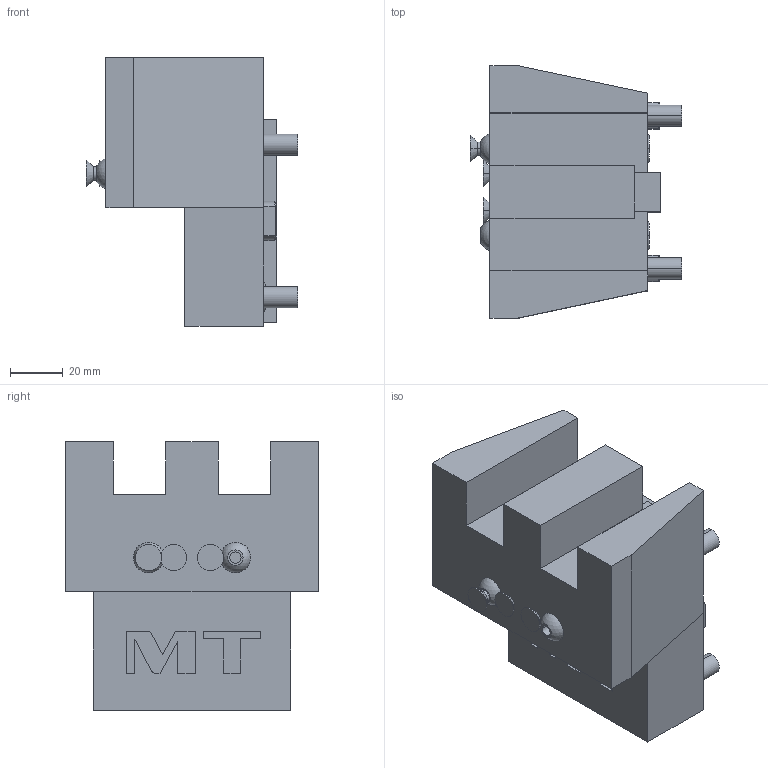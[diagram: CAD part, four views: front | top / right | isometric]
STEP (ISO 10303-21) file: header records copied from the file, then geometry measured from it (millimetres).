
FILE_DESCRIPTION((''),'2;1');
FILE_NAME('DWO1512000_CONF','2023-04-28T09:04:52',('gvalli'),('M.T. srl'),'CREO PARAMETRIC BY PTC INC, 2021072','CREO PARAMETRIC BY PTC INC, 2021072','');
FILE_SCHEMA(('CONFIG_CONTROL_DESIGN'));
Length unit declared in the file: millimetre
Products named in the file (1): DWO1512000_CONF
Bounding box: 80.55 x 96 x 102 mm (x, y, z)
Volume: 359740 mm3; surface area: 43161.5 mm2
Topology: 1 solids, 1 shells, 113 faces, 273 edges, 180 vertices
Faces by surface type: plane 73, cylinder 22, cone 10, torus 4, sphere 2, extrusion 2
Entity records: 3348 total; most frequent: CARTESIAN_POINT 609, DIRECTION 557, ORIENTED_EDGE 546, EDGE_CURVE 273, VECTOR 191, LINE 189, AXIS2_PLACEMENT_3D 183, VERTEX_POINT 180
